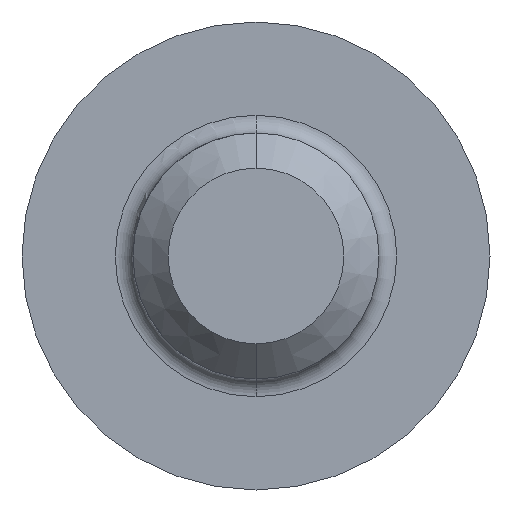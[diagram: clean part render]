
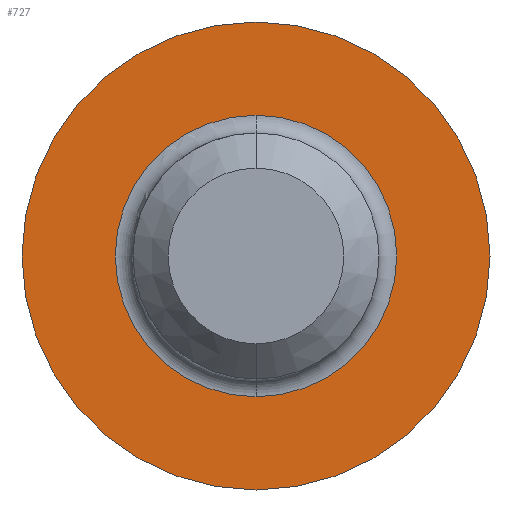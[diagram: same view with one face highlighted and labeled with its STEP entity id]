
A CAD part, front view. The second image highlights one B-rep face of the part: STEP entity #727.
In plain terms, the highlighted planar face has unit normal (0, -1, 0).
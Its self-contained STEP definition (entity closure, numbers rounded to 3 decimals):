
#2 = EDGE_CURVE ( 'NONE', #498, #179, #483, .T. ) ;
#10 = DIRECTION ( 'NONE',  ( 0., -1., 0. ) ) ;
#13 = DIRECTION ( 'NONE',  ( 0., -1., 0. ) ) ;
#61 = PLANE ( 'NONE',  #717 ) ;
#80 = DIRECTION ( 'NONE',  ( 0., -1., 0. ) ) ;
#81 = AXIS2_PLACEMENT_3D ( 'NONE', #1282, #667, #234 ) ;
#161 = ORIENTED_EDGE ( 'NONE', *, *, #1206, .F. ) ;
#179 = VERTEX_POINT ( 'NONE', #310 ) ;
#201 = FACE_BOUND ( 'NONE', #257, .T. ) ;
#234 = DIRECTION ( 'NONE',  ( 0., 0., -1. ) ) ;
#242 = CARTESIAN_POINT ( 'NONE',  ( 0., 0., 0. ) ) ;
#255 = VERTEX_POINT ( 'NONE', #1169 ) ;
#257 = EDGE_LOOP ( 'NONE', ( #161, #653 ) ) ;
#280 = CIRCLE ( 'NONE', #81, 3.962 ) ;
#310 = CARTESIAN_POINT ( 'NONE',  ( 0., 0., -3.962 ) ) ;
#319 = CARTESIAN_POINT ( 'NONE',  ( 0., 0., -2.383 ) ) ;
#374 = CARTESIAN_POINT ( 'NONE',  ( 0., 0., 0. ) ) ;
#483 = CIRCLE ( 'NONE', #754, 3.962 ) ;
#489 = AXIS2_PLACEMENT_3D ( 'NONE', #1232, #10, #614 ) ;
#498 = VERTEX_POINT ( 'NONE', #733 ) ;
#511 = ORIENTED_EDGE ( 'NONE', *, *, #1267, .T. ) ;
#513 = EDGE_LOOP ( 'NONE', ( #511, #1164 ) ) ;
#604 = AXIS2_PLACEMENT_3D ( 'NONE', #242, #657, #961 ) ;
#614 = DIRECTION ( 'NONE',  ( 0., 0., -1. ) ) ;
#621 = CARTESIAN_POINT ( 'NONE',  ( 0., 0., 0. ) ) ;
#653 = ORIENTED_EDGE ( 'NONE', *, *, #1011, .F. ) ;
#657 = DIRECTION ( 'NONE',  ( 0., -1., 0. ) ) ;
#667 = DIRECTION ( 'NONE',  ( 0., -1., 0. ) ) ;
#717 = AXIS2_PLACEMENT_3D ( 'NONE', #374, #80, #1191 ) ;
#727 = ADVANCED_FACE ( 'NONE', ( #201, #885 ), #61, .T. ) ;
#733 = CARTESIAN_POINT ( 'NONE',  ( 0., 0., 3.962 ) ) ;
#754 = AXIS2_PLACEMENT_3D ( 'NONE', #621, #13, #1256 ) ;
#885 = FACE_OUTER_BOUND ( 'NONE', #513, .T. ) ;
#961 = DIRECTION ( 'NONE',  ( 0., 0., -1. ) ) ;
#1011 = EDGE_CURVE ( 'NONE', #255, #1064, #1252, .T. ) ;
#1058 = CIRCLE ( 'NONE', #604, 2.383 ) ;
#1064 = VERTEX_POINT ( 'NONE', #319 ) ;
#1164 = ORIENTED_EDGE ( 'NONE', *, *, #2, .T. ) ;
#1169 = CARTESIAN_POINT ( 'NONE',  ( 0., 0., 2.383 ) ) ;
#1191 = DIRECTION ( 'NONE',  ( 0., 0., -1. ) ) ;
#1206 = EDGE_CURVE ( 'NONE', #1064, #255, #1058, .T. ) ;
#1232 = CARTESIAN_POINT ( 'NONE',  ( 0., 0., 0. ) ) ;
#1252 = CIRCLE ( 'NONE', #489, 2.383 ) ;
#1256 = DIRECTION ( 'NONE',  ( 0., 0., -1. ) ) ;
#1267 = EDGE_CURVE ( 'NONE', #179, #498, #280, .T. ) ;
#1282 = CARTESIAN_POINT ( 'NONE',  ( 0., 0., 0. ) ) ;
